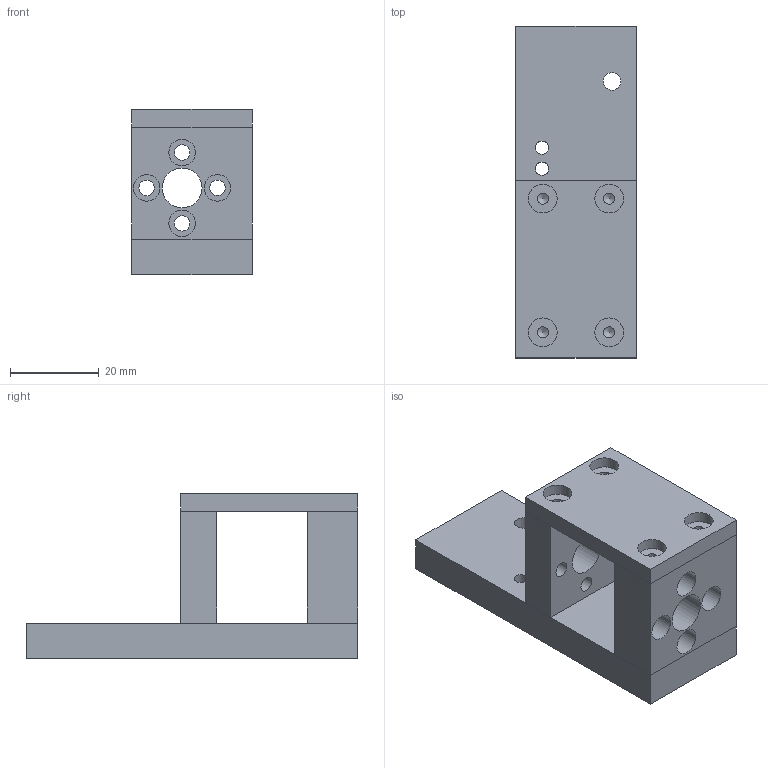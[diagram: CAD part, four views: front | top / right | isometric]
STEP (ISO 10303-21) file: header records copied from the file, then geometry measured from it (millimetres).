
FILE_DESCRIPTION(/* description */ (''),/* implementation_level */ '2;1');
FILE_NAME(/* name */ 'Coupler.step',/* time_stamp */ '2023-07-06T18:59:54+03:00',/* author */ (''),/* organization */ (''),/* preprocessor_version */ 'ST-DEVELOPER v19.2',/* originating_system */ 'Autodesk Translation Framework v12.6.0.85',/* authorisation */ '');
FILE_SCHEMA (('AUTOMOTIVE_DESIGN { 1 0 10303 214 3 1 1 }'));
Length unit declared in the file: millimetre
Products named in the file (6): Coupler; LoweCoupler; FrameHolder; TopCoupler; BottomCoupler; Fixing Body
Assembly tree (5 placements, depth 3):
  Coupler
    LoweCoupler
      FrameHolder
      TopCoupler
      BottomCoupler
      Fixing Body
Bounding box: 27.33 x 75 x 37.3 mm (x, y, z)
Volume: 30196.5 mm3; surface area: 15923 mm2
Topology: 4 solids, 4 shells, 98 faces, 214 edges, 140 vertices
Faces by surface type: cylinder 46, plane 44, cone 8
Full cylindrical faces by diameter (mm): 2.5 x16, 3 x2, 3.5 x8, 4 x2, 6 x8, 6.5 x8, 9 x2
Entity records: 2923 total; most frequent: DIRECTION 516, CARTESIAN_POINT 455, ORIENTED_EDGE 412, EDGE_CURVE 206, AXIS2_PLACEMENT_3D 201, EDGE_LOOP 166, VERTEX_POINT 140, LINE 114
